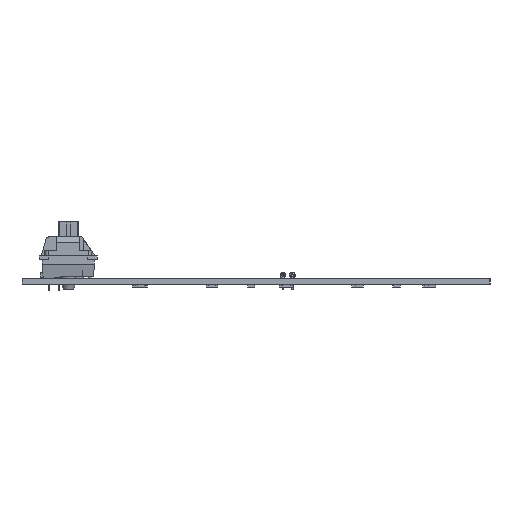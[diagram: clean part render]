
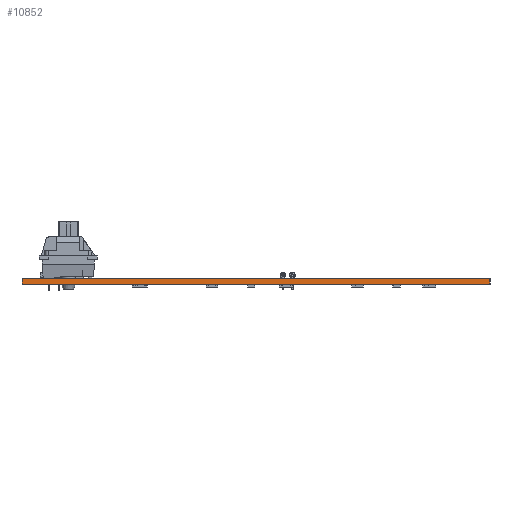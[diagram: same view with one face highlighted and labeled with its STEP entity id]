
A CAD part, left-side view. The second image highlights one B-rep face of the part: STEP entity #10852.
In plain terms, the highlighted planar face has unit normal (-1, 0, 0).
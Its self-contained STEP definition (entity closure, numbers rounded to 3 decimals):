
#10796 = VERTEX_POINT('',#10797);
#10797 = CARTESIAN_POINT('',(-11.5,-122.5,1.51));
#10803 = EDGE_CURVE('',#10804,#10796,#10806,.T.);
#10804 = VERTEX_POINT('',#10805);
#10805 = CARTESIAN_POINT('',(-11.5,-122.5,0.));
#10806 = LINE('',#10807,#10808);
#10807 = CARTESIAN_POINT('',(-11.5,-122.5,0.));
#10808 = VECTOR('',#10809,1.);
#10809 = DIRECTION('',(0.,0.,1.));
#10852 = ADVANCED_FACE('',(#10853),#10878,.T.);
#10853 = FACE_BOUND('',#10854,.T.);
#10854 = EDGE_LOOP('',(#10855,#10856,#10864,#10872));
#10855 = ORIENTED_EDGE('',*,*,#10803,.T.);
#10856 = ORIENTED_EDGE('',*,*,#10857,.T.);
#10857 = EDGE_CURVE('',#10796,#10858,#10860,.T.);
#10858 = VERTEX_POINT('',#10859);
#10859 = CARTESIAN_POINT('',(-11.5,3.,1.51));
#10860 = LINE('',#10861,#10862);
#10861 = CARTESIAN_POINT('',(-11.5,-122.5,1.51));
#10862 = VECTOR('',#10863,1.);
#10863 = DIRECTION('',(0.,1.,0.));
#10864 = ORIENTED_EDGE('',*,*,#10865,.F.);
#10865 = EDGE_CURVE('',#10866,#10858,#10868,.T.);
#10866 = VERTEX_POINT('',#10867);
#10867 = CARTESIAN_POINT('',(-11.5,3.,0.));
#10868 = LINE('',#10869,#10870);
#10869 = CARTESIAN_POINT('',(-11.5,3.,0.));
#10870 = VECTOR('',#10871,1.);
#10871 = DIRECTION('',(0.,0.,1.));
#10872 = ORIENTED_EDGE('',*,*,#10873,.F.);
#10873 = EDGE_CURVE('',#10804,#10866,#10874,.T.);
#10874 = LINE('',#10875,#10876);
#10875 = CARTESIAN_POINT('',(-11.5,-122.5,0.));
#10876 = VECTOR('',#10877,1.);
#10877 = DIRECTION('',(0.,1.,0.));
#10878 = PLANE('',#10879);
#10879 = AXIS2_PLACEMENT_3D('',#10880,#10881,#10882);
#10880 = CARTESIAN_POINT('',(-11.5,-122.5,0.));
#10881 = DIRECTION('',(-1.,0.,0.));
#10882 = DIRECTION('',(0.,1.,0.));
